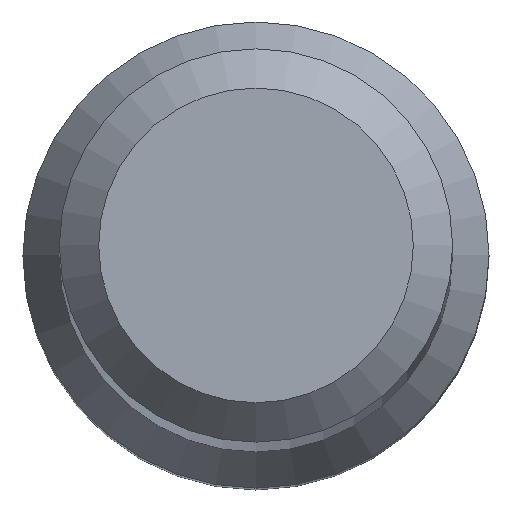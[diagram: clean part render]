
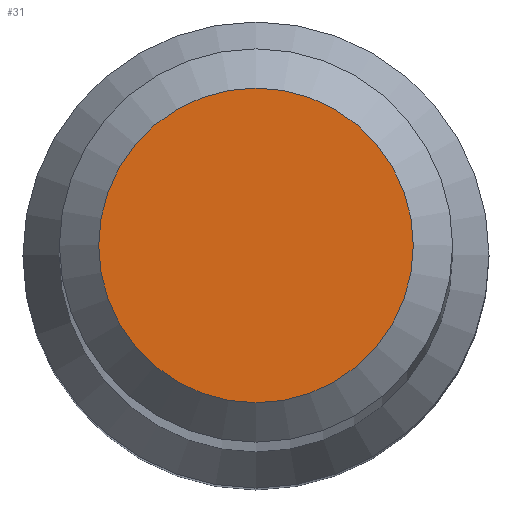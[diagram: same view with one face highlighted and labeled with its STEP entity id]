
A CAD part, top view. The second image highlights one B-rep face of the part: STEP entity #31.
In plain terms, the highlighted planar face has unit normal (0, 0, 1).
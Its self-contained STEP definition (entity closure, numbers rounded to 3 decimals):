
#31 = ADVANCED_FACE ( 'NONE', ( #204 ), #73, .T. ) ;
#48 = AXIS2_PLACEMENT_3D ( 'NONE', #114, #169, #65 ) ;
#50 = EDGE_CURVE ( 'NONE', #165, #165, #118, .T. ) ;
#65 = DIRECTION ( 'NONE',  ( 0., -1., 0. ) ) ;
#73 = PLANE ( 'NONE',  #48 ) ;
#85 = EDGE_LOOP ( 'NONE', ( #133 ) ) ;
#114 = CARTESIAN_POINT ( 'NONE',  ( 0., 0., 101. ) ) ;
#118 = CIRCLE ( 'NONE', #237, 2.4 ) ;
#133 = ORIENTED_EDGE ( 'NONE', *, *, #50, .F. ) ;
#137 = DIRECTION ( 'NONE',  ( 0., 1., 0. ) ) ;
#154 = DIRECTION ( 'NONE',  ( 0., 0., -1. ) ) ;
#165 = VERTEX_POINT ( 'NONE', #207 ) ;
#169 = DIRECTION ( 'NONE',  ( 0., 0., 1. ) ) ;
#186 = CARTESIAN_POINT ( 'NONE',  ( 0., 0., 101. ) ) ;
#204 = FACE_OUTER_BOUND ( 'NONE', #85, .T. ) ;
#207 = CARTESIAN_POINT ( 'NONE',  ( 0., 2.4, 101. ) ) ;
#237 = AXIS2_PLACEMENT_3D ( 'NONE', #186, #154, #137 ) ;
